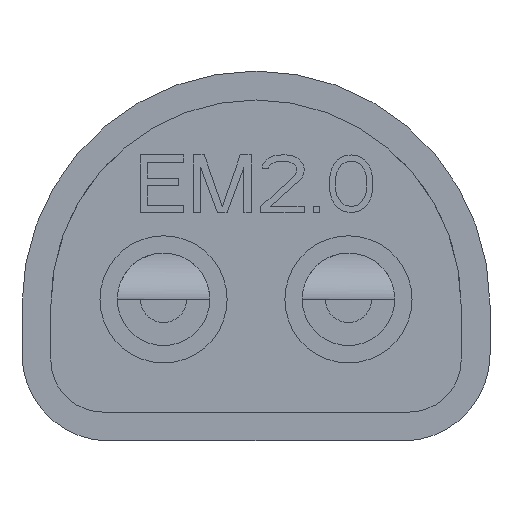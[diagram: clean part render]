
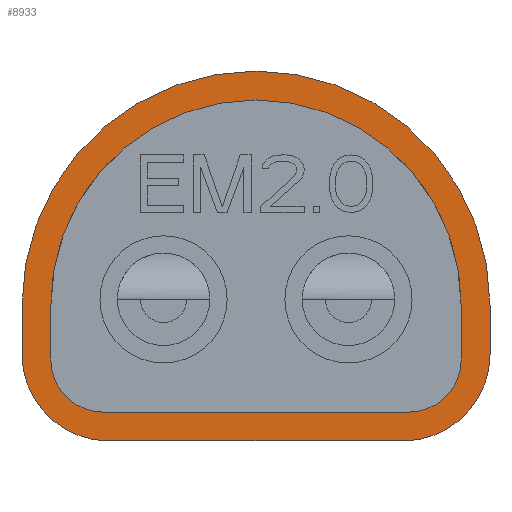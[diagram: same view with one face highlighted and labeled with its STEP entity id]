
A CAD part, front view. The second image highlights one B-rep face of the part: STEP entity #8933.
In plain terms, the highlighted face is planar.
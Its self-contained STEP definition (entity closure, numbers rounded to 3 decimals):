
#6719=CARTESIAN_POINT('',(-2.55,-0.4,-0.95));
#6720=DIRECTION('',(0.,-1.,0.));
#6721=DIRECTION('',(-1.,0.,0.));
#6722=AXIS2_PLACEMENT_3D('',#6719,#6720,#6721);
#6724=DIRECTION('',(1.,0.,0.));
#6725=VECTOR('',#6724,5.1);
#6726=CARTESIAN_POINT('',(-2.55,-0.4,-2.45));
#6727=LINE('',#6726,#6725);
#6728=CARTESIAN_POINT('',(2.55,-0.4,-0.95));
#6729=DIRECTION('',(0.,-1.,0.));
#6730=DIRECTION('',(0.,0.,-1.));
#6731=AXIS2_PLACEMENT_3D('',#6728,#6729,#6730);
#6733=DIRECTION('',(0.,0.,1.));
#6734=VECTOR('',#6733,0.85);
#6735=CARTESIAN_POINT('',(4.05,-0.4,-0.95));
#6736=LINE('',#6735,#6734);
#6737=CARTESIAN_POINT('',(0.,-0.4,-0.1));
#6738=DIRECTION('',(0.,-1.,0.));
#6739=DIRECTION('',(1.,0.,0.));
#6740=AXIS2_PLACEMENT_3D('',#6737,#6738,#6739);
#6742=DIRECTION('',(0.,0.,-1.));
#6743=VECTOR('',#6742,0.85);
#6744=CARTESIAN_POINT('',(-4.05,-0.4,-0.1));
#6745=LINE('',#6744,#6743);
#6746=CARTESIAN_POINT('',(1.855,-0.4,1.65));
#6747=DIRECTION('',(0.,1.,0.));
#6748=DIRECTION('',(0.,0.,1.));
#6749=AXIS2_PLACEMENT_3D('',#6746,#6747,#6748);
#6751=CARTESIAN_POINT('',(0.,-0.4,-0.1));
#6752=DIRECTION('',(0.,1.,0.));
#6753=DIRECTION('',(0.727,0.,0.686));
#6754=AXIS2_PLACEMENT_3D('',#6751,#6752,#6753);
#6756=DIRECTION('',(0.,0.,-1.));
#6757=VECTOR('',#6756,0.85);
#6758=CARTESIAN_POINT('',(3.55,-0.4,
-0.1));
#6759=LINE('',#6758,#6757);
#6760=CARTESIAN_POINT('',(2.55,-0.4,-0.95));
#6761=DIRECTION('',(0.,1.,0.));
#6762=DIRECTION('',(1.,0.,0.));
#6763=AXIS2_PLACEMENT_3D('',#6760,#6761,#6762);
#6765=DIRECTION('',(-1.,0.,0.));
#6766=VECTOR('',#6765,5.1);
#6767=CARTESIAN_POINT('',(2.55,-0.4,
-1.95));
#6768=LINE('',#6767,#6766);
#6769=CARTESIAN_POINT('',(-2.55,-0.4,-0.95));
#6770=DIRECTION('',(0.,1.,0.));
#6771=DIRECTION('',(0.,0.,-1.));
#6772=AXIS2_PLACEMENT_3D('',#6769,#6770,#6771);
#6774=DIRECTION('',(0.,0.,1.));
#6775=VECTOR('',#6774,0.85);
#6776=CARTESIAN_POINT('',(-3.55,-0.4,
-0.95));
#6777=LINE('',#6776,#6775);
#6778=CARTESIAN_POINT('',(0.,-0.4,-0.1));
#6779=DIRECTION('',(0.,1.,0.));
#6780=DIRECTION('',(-1.,0.,0.));
#6781=AXIS2_PLACEMENT_3D('',#6778,#6779,#6780);
#6783=CARTESIAN_POINT('',(-1.855,-0.4,1.65));
#6784=DIRECTION('',(0.,1.,0.));
#6785=DIRECTION('',(-0.727,0.,0.686));
#6786=AXIS2_PLACEMENT_3D('',#6783,#6784,#6785);
#6788=DIRECTION('',(1.,0.,0.));
#6789=VECTOR('',#6788,3.709);
#6790=CARTESIAN_POINT('',(-1.855,-0.4,
2.65));
#6791=LINE('',#6790,#6789);
#8106=CARTESIAN_POINT('',(-4.05,-0.4,-0.95));
#8107=CARTESIAN_POINT('',(-2.55,-0.4,-2.45));
#8108=VERTEX_POINT('',#8106);
#8109=VERTEX_POINT('',#8107);
#8110=CARTESIAN_POINT('',(2.55,-0.4,-2.45));
#8111=VERTEX_POINT('',#8110);
#8112=CARTESIAN_POINT('',(4.05,-0.4,-0.95));
#8113=VERTEX_POINT('',#8112);
#8114=CARTESIAN_POINT('',(4.05,-0.4,-0.1));
#8115=VERTEX_POINT('',#8114);
#8116=CARTESIAN_POINT('',(-4.05,-0.4,-0.1));
#8117=VERTEX_POINT('',#8116);
#8118=CARTESIAN_POINT('',(1.855,-0.4,2.65));
#8119=CARTESIAN_POINT('',(2.582,-0.4,2.336));
#8120=VERTEX_POINT('',#8118);
#8121=VERTEX_POINT('',#8119);
#8126=CARTESIAN_POINT('',(3.55,-0.4,-0.1));
#8127=VERTEX_POINT('',#8126);
#8130=CARTESIAN_POINT('',(3.55,-0.4,
-0.95));
#8131=VERTEX_POINT('',#8130);
#8134=CARTESIAN_POINT('',(2.55,-0.4,-1.95));
#8135=VERTEX_POINT('',#8134);
#8138=CARTESIAN_POINT('',(-2.55,-0.4,
-1.95));
#8139=VERTEX_POINT('',#8138);
#8142=CARTESIAN_POINT('',(-3.55,-0.4,-0.95));
#8143=VERTEX_POINT('',#8142);
#8146=CARTESIAN_POINT('',(-3.55,-0.4,
-0.1));
#8147=VERTEX_POINT('',#8146);
#8150=CARTESIAN_POINT('',(-2.582,-0.4,2.336));
#8151=VERTEX_POINT('',#8150);
#8154=CARTESIAN_POINT('',(-1.855,-0.4,2.65));
#8155=VERTEX_POINT('',#8154);
#8898=CARTESIAN_POINT('',(0.,-0.4,0.));
#8899=DIRECTION('',(0.,1.,0.));
#8900=DIRECTION('',(-1.,0.,0.));
#8901=AXIS2_PLACEMENT_3D('',#8898,#8899,#8900);
#8902=PLANE('',#8901);
#8903=ORIENTED_EDGE('',*,*,#8822,.T.);
#8904=ORIENTED_EDGE('',*,*,#8837,.T.);
#8905=ORIENTED_EDGE('',*,*,#8851,.T.);
#8906=ORIENTED_EDGE('',*,*,#8865,.T.);
#8907=ORIENTED_EDGE('',*,*,#8879,.T.);
#8908=ORIENTED_EDGE('',*,*,#8892,.T.);
#8909=EDGE_LOOP('',(#8903,#8904,#8905,#8906,#8907,#8908));
#8910=FACE_OUTER_BOUND('',#8909,.F.);
#8912=ORIENTED_EDGE('',*,*,#8911,.T.);
#8914=ORIENTED_EDGE('',*,*,#8913,.T.);
#8916=ORIENTED_EDGE('',*,*,#8915,.T.);
#8918=ORIENTED_EDGE('',*,*,#8917,.T.);
#8920=ORIENTED_EDGE('',*,*,#8919,.T.);
#8922=ORIENTED_EDGE('',*,*,#8921,.T.);
#8924=ORIENTED_EDGE('',*,*,#8923,.T.);
#8926=ORIENTED_EDGE('',*,*,#8925,.T.);
#8928=ORIENTED_EDGE('',*,*,#8927,.T.);
#8930=ORIENTED_EDGE('',*,*,#8929,.T.);
#8931=EDGE_LOOP('',(#8912,#8914,#8916,#8918,#8920,#8922,#8924,#8926,#8928,
#8930));
#8932=FACE_BOUND('',#8931,.F.);
#8933=ADVANCED_FACE('',(#8910,#8932),#8902,.T.);
#6723=CIRCLE('',#6722,1.5);
#6732=CIRCLE('',#6731,1.5);
#6741=CIRCLE('',#6740,4.05);
#6750=CIRCLE('',#6749,1.);
#6755=CIRCLE('',#6754,3.55);
#6764=CIRCLE('',#6763,1.);
#6773=CIRCLE('',#6772,1.);
#6782=CIRCLE('',#6781,3.55);
#6787=CIRCLE('',#6786,1.);
#8822=EDGE_CURVE('',#8108,#8109,#6723,.T.);
#8837=EDGE_CURVE('',#8109,#8111,#6727,.T.);
#8851=EDGE_CURVE('',#8111,#8113,#6732,.T.);
#8865=EDGE_CURVE('',#8113,#8115,#6736,.T.);
#8879=EDGE_CURVE('',#8115,#8117,#6741,.T.);
#8892=EDGE_CURVE('',#8117,#8108,#6745,.T.);
#8911=EDGE_CURVE('',#8120,#8121,#6750,.T.);
#8913=EDGE_CURVE('',#8121,#8127,#6755,.T.);
#8915=EDGE_CURVE('',#8127,#8131,#6759,.T.);
#8917=EDGE_CURVE('',#8131,#8135,#6764,.T.);
#8919=EDGE_CURVE('',#8135,#8139,#6768,.T.);
#8921=EDGE_CURVE('',#8139,#8143,#6773,.T.);
#8923=EDGE_CURVE('',#8143,#8147,#6777,.T.);
#8925=EDGE_CURVE('',#8147,#8151,#6782,.T.);
#8927=EDGE_CURVE('',#8151,#8155,#6787,.T.);
#8929=EDGE_CURVE('',#8155,#8120,#6791,.T.);
